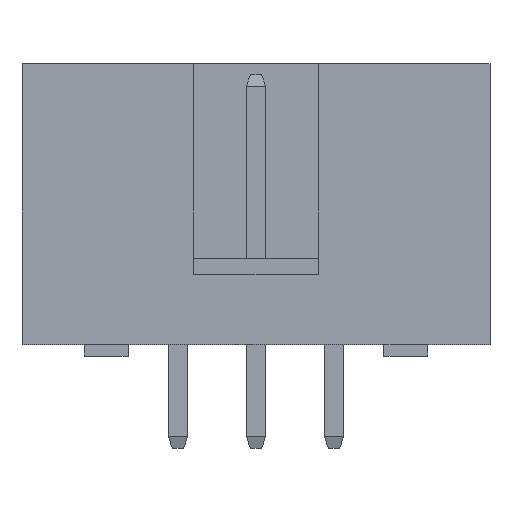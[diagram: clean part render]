
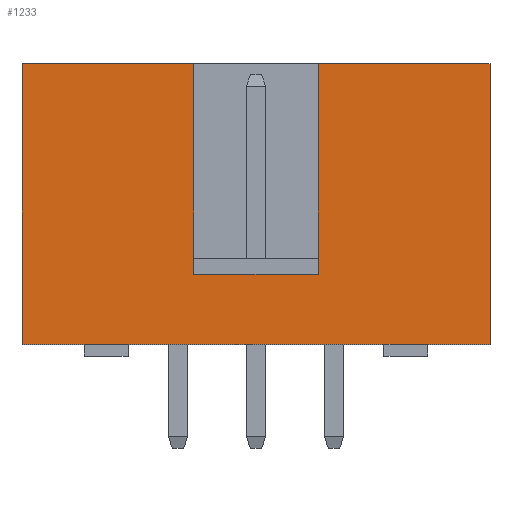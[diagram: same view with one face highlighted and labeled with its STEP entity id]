
A CAD part, top view. The second image highlights one B-rep face of the part: STEP entity #1233.
In plain terms, the highlighted planar face has unit normal (0, 0, 1).
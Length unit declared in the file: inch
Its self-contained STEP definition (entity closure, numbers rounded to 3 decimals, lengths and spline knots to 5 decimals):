
#79 = CARTESIAN_POINT ( 'NONE',  ( -0.08, 0.36, 0.165 ) ) ;
#98 = EDGE_CURVE ( 'NONE', #4292, #1656, #302, .T. ) ;
#302 = LINE ( 'NONE', #3218, #5317 ) ;
#470 = CARTESIAN_POINT ( 'NONE',  ( 0.08, 0.09, 0.165 ) ) ;
#502 = DIRECTION ( 'NONE',  ( 1., 0., 0. ) ) ;
#561 = CARTESIAN_POINT ( 'NONE',  ( -0.08, 0.09, 0.165 ) ) ;
#576 = EDGE_CURVE ( 'NONE', #3682, #1293, #4200, .T. ) ;
#674 = VECTOR ( 'NONE', #4285, 39.37008 ) ;
#716 = CARTESIAN_POINT ( 'NONE',  ( 0.3, 0.36, 0.165 ) ) ;
#733 = DIRECTION ( 'NONE',  ( 1., 0., 0. ) ) ;
#798 = VECTOR ( 'NONE', #733, 39.37008 ) ;
#967 = CARTESIAN_POINT ( 'NONE',  ( 0.3, 0., 0.165 ) ) ;
#986 = DIRECTION ( 'NONE',  ( 0., -1., 0. ) ) ;
#1063 = LINE ( 'NONE', #2223, #674 ) ;
#1233 = ADVANCED_FACE ( 'NONE', ( #1897 ), #3672, .F. ) ;
#1235 = CARTESIAN_POINT ( 'NONE',  ( 0.3, 0.36, 0.165 ) ) ;
#1293 = VERTEX_POINT ( 'NONE', #470 ) ;
#1331 = VERTEX_POINT ( 'NONE', #79 ) ;
#1358 = CARTESIAN_POINT ( 'NONE',  ( 0.3, 0.36, 0.165 ) ) ;
#1415 = VERTEX_POINT ( 'NONE', #1358 ) ;
#1448 = LINE ( 'NONE', #716, #3476 ) ;
#1454 = LINE ( 'NONE', #561, #2588 ) ;
#1496 = CARTESIAN_POINT ( 'NONE',  ( -0.08, 0.09, 0.165 ) ) ;
#1511 = ORIENTED_EDGE ( 'NONE', *, *, #2452, .F. ) ;
#1555 = DIRECTION ( 'NONE',  ( 1., 0., 0. ) ) ;
#1656 = VERTEX_POINT ( 'NONE', #3213 ) ;
#1663 = CARTESIAN_POINT ( 'NONE',  ( -0.3, 0.36, 0.165 ) ) ;
#1675 = ORIENTED_EDGE ( 'NONE', *, *, #4484, .F. ) ;
#1814 = ORIENTED_EDGE ( 'NONE', *, *, #5292, .F. ) ;
#1897 = FACE_OUTER_BOUND ( 'NONE', #4742, .T. ) ;
#2159 = EDGE_CURVE ( 'NONE', #1656, #5220, #4304, .T. ) ;
#2223 = CARTESIAN_POINT ( 'NONE',  ( 0.3, 0.36, 0.165 ) ) ;
#2452 = EDGE_CURVE ( 'NONE', #3879, #1415, #1448, .T. ) ;
#2570 = CARTESIAN_POINT ( 'NONE',  ( 0.3, 0.36, 0.165 ) ) ;
#2574 = AXIS2_PLACEMENT_3D ( 'NONE', #1235, #4067, #2774 ) ;
#2588 = VECTOR ( 'NONE', #986, 39.37008 ) ;
#2694 = VECTOR ( 'NONE', #502, 39.37008 ) ;
#2774 = DIRECTION ( 'NONE',  ( -1., 0., 0. ) ) ;
#3194 = DIRECTION ( 'NONE',  ( 0., 1., 0. ) ) ;
#3213 = CARTESIAN_POINT ( 'NONE',  ( -0.3, 0., 0.165 ) ) ;
#3218 = CARTESIAN_POINT ( 'NONE',  ( -0.3, 0.36, 0.165 ) ) ;
#3332 = ORIENTED_EDGE ( 'NONE', *, *, #2159, .T. ) ;
#3476 = VECTOR ( 'NONE', #1555, 39.37008 ) ;
#3625 = CARTESIAN_POINT ( 'NONE',  ( 0.08, 0.36, 0.165 ) ) ;
#3636 = CARTESIAN_POINT ( 'NONE',  ( 0.08, 0.09, 0.165 ) ) ;
#3672 = PLANE ( 'NONE',  #2574 ) ;
#3682 = VERTEX_POINT ( 'NONE', #1496 ) ;
#3825 = ORIENTED_EDGE ( 'NONE', *, *, #98, .T. ) ;
#3846 = ORIENTED_EDGE ( 'NONE', *, *, #5191, .F. ) ;
#3879 = VERTEX_POINT ( 'NONE', #3625 ) ;
#3971 = CARTESIAN_POINT ( 'NONE',  ( 0.08, 0.09, 0.165 ) ) ;
#4067 = DIRECTION ( 'NONE',  ( 0., 0., -1. ) ) ;
#4161 = CARTESIAN_POINT ( 'NONE',  ( 0.3, 0., 0.165 ) ) ;
#4200 = LINE ( 'NONE', #3636, #798 ) ;
#4272 = LINE ( 'NONE', #3971, #4732 ) ;
#4285 = DIRECTION ( 'NONE',  ( 1., 0., 0. ) ) ;
#4292 = VERTEX_POINT ( 'NONE', #1663 ) ;
#4304 = LINE ( 'NONE', #4161, #2694 ) ;
#4344 = VECTOR ( 'NONE', #4561, 39.37008 ) ;
#4484 = EDGE_CURVE ( 'NONE', #1415, #5220, #4745, .T. ) ;
#4561 = DIRECTION ( 'NONE',  ( 0., -1., 0. ) ) ;
#4732 = VECTOR ( 'NONE', #3194, 39.37008 ) ;
#4739 = EDGE_CURVE ( 'NONE', #1293, #3879, #4272, .T. ) ;
#4742 = EDGE_LOOP ( 'NONE', ( #5025, #1814, #3846, #3825, #3332, #1675, #1511, #5209 ) ) ;
#4745 = LINE ( 'NONE', #2570, #4344 ) ;
#4808 = DIRECTION ( 'NONE',  ( 0., -1., 0. ) ) ;
#5025 = ORIENTED_EDGE ( 'NONE', *, *, #576, .F. ) ;
#5191 = EDGE_CURVE ( 'NONE', #4292, #1331, #1063, .T. ) ;
#5209 = ORIENTED_EDGE ( 'NONE', *, *, #4739, .F. ) ;
#5220 = VERTEX_POINT ( 'NONE', #967 ) ;
#5292 = EDGE_CURVE ( 'NONE', #1331, #3682, #1454, .T. ) ;
#5317 = VECTOR ( 'NONE', #4808, 39.37008 ) ;
